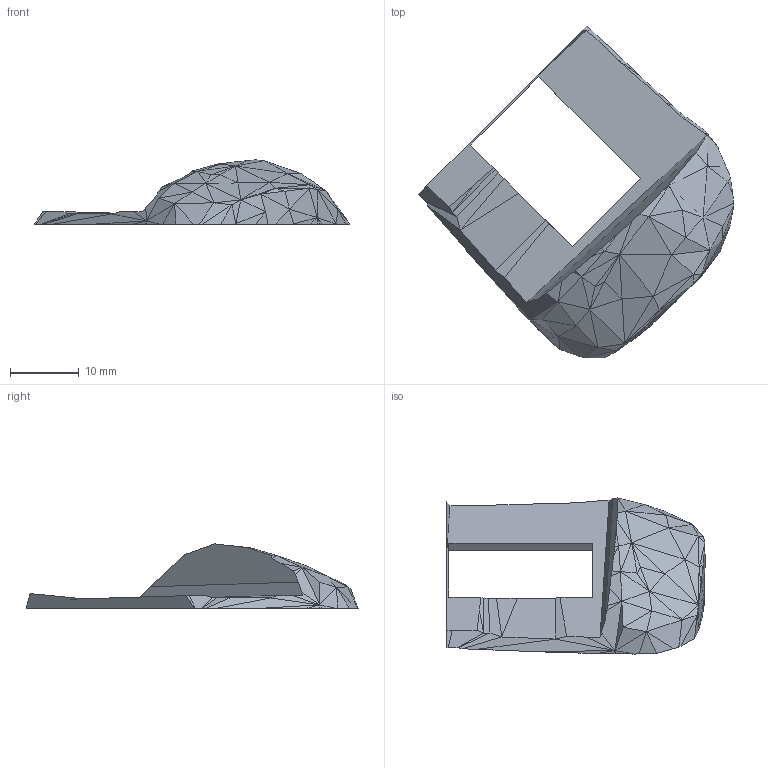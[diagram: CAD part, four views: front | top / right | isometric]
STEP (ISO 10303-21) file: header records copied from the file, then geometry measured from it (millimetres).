
FILE_DESCRIPTION(/* description */ (''),/* implementation_level */ '2;1');
FILE_NAME(/* name */ 'przykrywacz.step',/* time_stamp */ '2025-04-01T12:22:57+02:00',/* author */ (''),/* organization */ (''),/* preprocessor_version */ 'ST-DEVELOPER v20.1',/* originating_system */ 'Autodesk Translation Framework v14.4.0.0',/* authorisation */ '');
FILE_SCHEMA (('AUTOMOTIVE_DESIGN { 1 0 10303 214 3 1 1 }'));
Length unit declared in the file: millimetre
Products named in the file (2): platforma; cialo
Assembly tree (1 placements, depth 2):
  platforma
    cialo
Bounding box: 46.05 x 48.46 x 9.39 mm (x, y, z)
Volume: 3321.1 mm3; surface area: 2579 mm2
Topology: 1 solids, 1 shells, 149 faces, 310 edges, 162 vertices
Faces by surface type: plane 149
Entity records: 3756 total; most frequent: CARTESIAN_POINT 624, ORIENTED_EDGE 620, DIRECTION 614, LINE 310, VECTOR 310, EDGE_CURVE 310, VERTEX_POINT 162, AXIS2_PLACEMENT_3D 152
